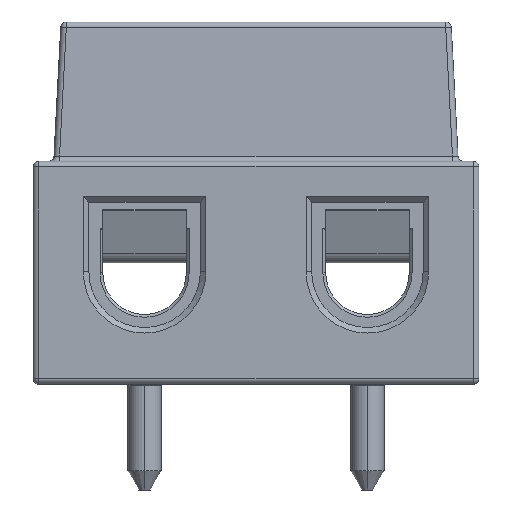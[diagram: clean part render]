
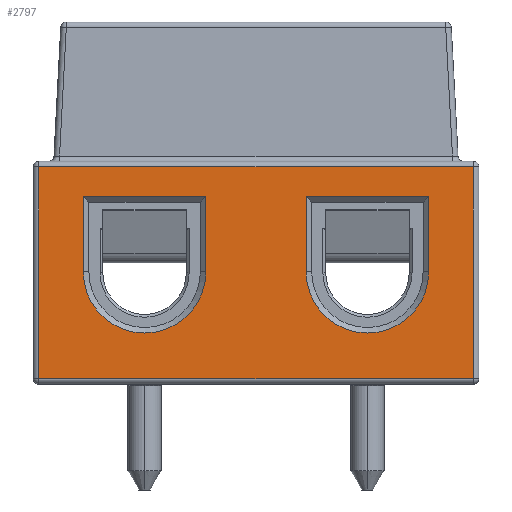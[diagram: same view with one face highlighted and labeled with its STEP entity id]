
A CAD part, front view. The second image highlights one B-rep face of the part: STEP entity #2797.
In plain terms, the highlighted planar face has unit normal (0, -1, 0).
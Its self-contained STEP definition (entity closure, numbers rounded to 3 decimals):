
#2797 = ADVANCED_FACE('',(#2798,#2833,#2868),#2902,.F.);
#2798 = FACE_BOUND('',#2799,.T.);
#2799 = EDGE_LOOP('',(#2800,#2811,#2819,#2827));
#2800 = ORIENTED_EDGE('',*,*,#2801,.T.);
#2801 = EDGE_CURVE('',#2802,#2804,#2806,.T.);
#2802 = VERTEX_POINT('',#2803);
#2803 = CARTESIAN_POINT('',(1.375,-2.503,2.823
    ));
#2804 = VERTEX_POINT('',#2805);
#2805 = CARTESIAN_POINT('',(-1.375,-2.503,
    2.823));
#2806 = CIRCLE('',#2807,1.375);
#2807 = AXIS2_PLACEMENT_3D('',#2808,#2809,#2810);
#2808 = CARTESIAN_POINT('',(0.,-2.503,
    2.823));
#2809 = DIRECTION('',(0.,1.,0.));
#2810 = DIRECTION('',(-1.,0.,0.));
#2811 = ORIENTED_EDGE('',*,*,#2812,.T.);
#2812 = EDGE_CURVE('',#2804,#2813,#2815,.T.);
#2813 = VERTEX_POINT('',#2814);
#2814 = CARTESIAN_POINT('',(-1.375,-2.503,
    4.511));
#2815 = LINE('',#2816,#2817);
#2816 = CARTESIAN_POINT('',(-1.375,-2.503,0.303
    ));
#2817 = VECTOR('',#2818,1.);
#2818 = DIRECTION('',(0.,0.,1.));
#2819 = ORIENTED_EDGE('',*,*,#2820,.T.);
#2820 = EDGE_CURVE('',#2813,#2821,#2823,.T.);
#2821 = VERTEX_POINT('',#2822);
#2822 = CARTESIAN_POINT('',(1.375,-2.503,4.511
    ));
#2823 = LINE('',#2824,#2825);
#2824 = CARTESIAN_POINT('',(-2.5,-2.503,
    4.511));
#2825 = VECTOR('',#2826,1.);
#2826 = DIRECTION('',(1.,0.,0.));
#2827 = ORIENTED_EDGE('',*,*,#2828,.T.);
#2828 = EDGE_CURVE('',#2821,#2802,#2829,.T.);
#2829 = LINE('',#2830,#2831);
#2830 = CARTESIAN_POINT('',(1.375,-2.503,0.303)
  );
#2831 = VECTOR('',#2832,1.);
#2832 = DIRECTION('',(0.,0.,-1.));
#2833 = FACE_BOUND('',#2834,.T.);
#2834 = EDGE_LOOP('',(#2835,#2846,#2854,#2862));
#2835 = ORIENTED_EDGE('',*,*,#2836,.T.);
#2836 = EDGE_CURVE('',#2837,#2839,#2841,.T.);
#2837 = VERTEX_POINT('',#2838);
#2838 = CARTESIAN_POINT('',(6.375,-2.503,2.823
    ));
#2839 = VERTEX_POINT('',#2840);
#2840 = CARTESIAN_POINT('',(3.625,-2.503,2.823
    ));
#2841 = CIRCLE('',#2842,1.375);
#2842 = AXIS2_PLACEMENT_3D('',#2843,#2844,#2845);
#2843 = CARTESIAN_POINT('',(5.,-2.503,2.823
    ));
#2844 = DIRECTION('',(0.,1.,0.));
#2845 = DIRECTION('',(-1.,0.,0.));
#2846 = ORIENTED_EDGE('',*,*,#2847,.T.);
#2847 = EDGE_CURVE('',#2839,#2848,#2850,.T.);
#2848 = VERTEX_POINT('',#2849);
#2849 = CARTESIAN_POINT('',(3.625,-2.503,4.511
    ));
#2850 = LINE('',#2851,#2852);
#2851 = CARTESIAN_POINT('',(3.625,-2.503,0.303)
  );
#2852 = VECTOR('',#2853,1.);
#2853 = DIRECTION('',(0.,0.,1.));
#2854 = ORIENTED_EDGE('',*,*,#2855,.T.);
#2855 = EDGE_CURVE('',#2848,#2856,#2858,.T.);
#2856 = VERTEX_POINT('',#2857);
#2857 = CARTESIAN_POINT('',(6.375,-2.503,4.511
    ));
#2858 = LINE('',#2859,#2860);
#2859 = CARTESIAN_POINT('',(-2.5,-2.503,
    4.511));
#2860 = VECTOR('',#2861,1.);
#2861 = DIRECTION('',(1.,0.,0.));
#2862 = ORIENTED_EDGE('',*,*,#2863,.T.);
#2863 = EDGE_CURVE('',#2856,#2837,#2864,.T.);
#2864 = LINE('',#2865,#2866);
#2865 = CARTESIAN_POINT('',(6.375,-2.503,0.303)
  );
#2866 = VECTOR('',#2867,1.);
#2867 = DIRECTION('',(0.,0.,-1.));
#2868 = FACE_BOUND('',#2869,.T.);
#2869 = EDGE_LOOP('',(#2870,#2880,#2888,#2896));
#2870 = ORIENTED_EDGE('',*,*,#2871,.T.);
#2871 = EDGE_CURVE('',#2872,#2874,#2876,.T.);
#2872 = VERTEX_POINT('',#2873);
#2873 = CARTESIAN_POINT('',(7.375,-2.503,0.428)
  );
#2874 = VERTEX_POINT('',#2875);
#2875 = CARTESIAN_POINT('',(7.375,-2.503,5.178)
  );
#2876 = LINE('',#2877,#2878);
#2877 = CARTESIAN_POINT('',(7.375,-2.503,0.303)
  );
#2878 = VECTOR('',#2879,1.);
#2879 = DIRECTION('',(0.,0.,1.));
#2880 = ORIENTED_EDGE('',*,*,#2881,.T.);
#2881 = EDGE_CURVE('',#2874,#2882,#2884,.T.);
#2882 = VERTEX_POINT('',#2883);
#2883 = CARTESIAN_POINT('',(-2.375,-2.503,5.178
    ));
#2884 = LINE('',#2885,#2886);
#2885 = CARTESIAN_POINT('',(-2.5,-2.503,5.178
    ));
#2886 = VECTOR('',#2887,1.);
#2887 = DIRECTION('',(-1.,0.,0.));
#2888 = ORIENTED_EDGE('',*,*,#2889,.T.);
#2889 = EDGE_CURVE('',#2882,#2890,#2892,.T.);
#2890 = VERTEX_POINT('',#2891);
#2891 = CARTESIAN_POINT('',(-2.375,-2.503,0.428
    ));
#2892 = LINE('',#2893,#2894);
#2893 = CARTESIAN_POINT('',(-2.375,-2.503,0.303
    ));
#2894 = VECTOR('',#2895,1.);
#2895 = DIRECTION('',(0.,0.,-1.));
#2896 = ORIENTED_EDGE('',*,*,#2897,.T.);
#2897 = EDGE_CURVE('',#2890,#2872,#2898,.T.);
#2898 = LINE('',#2899,#2900);
#2899 = CARTESIAN_POINT('',(7.5,-2.503,0.428)
  );
#2900 = VECTOR('',#2901,1.);
#2901 = DIRECTION('',(1.,0.,0.));
#2902 = PLANE('',#2903);
#2903 = AXIS2_PLACEMENT_3D('',#2904,#2905,#2906);
#2904 = CARTESIAN_POINT('',(-2.5,-2.503,0.303
    ));
#2905 = DIRECTION('',(0.,1.,0.));
#2906 = DIRECTION('',(-1.,0.,0.));
